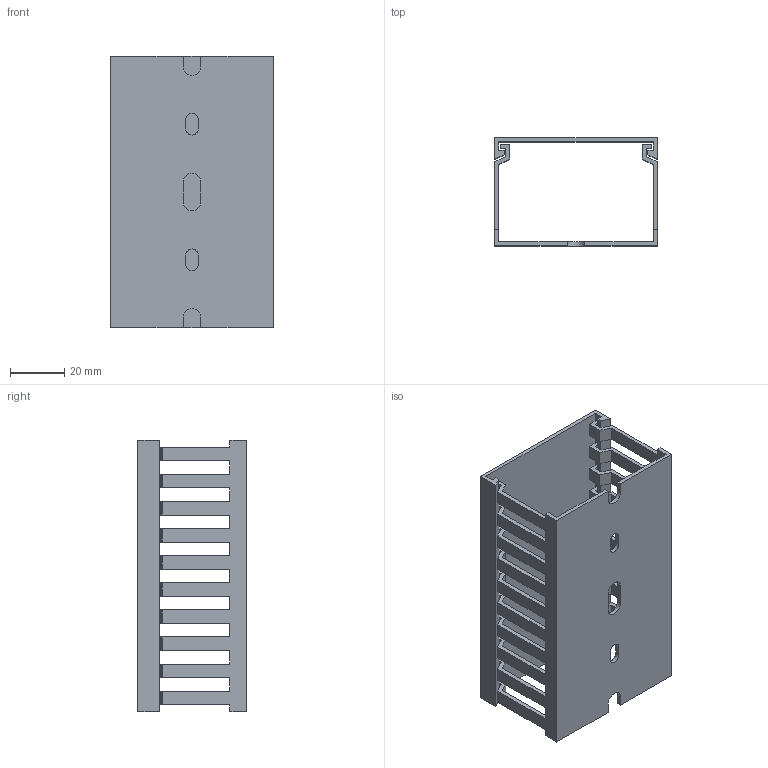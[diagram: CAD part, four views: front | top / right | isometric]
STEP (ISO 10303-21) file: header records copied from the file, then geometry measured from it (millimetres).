
FILE_DESCRIPTION (( 'STEP AP214' ), '1' );
FILE_NAME ('17803.6_VK60x40.STEP', '2019-10-02T05:29:26', ( '' ), ( '' ), 'SwSTEP 2.0', 'SolidWorks 2019', '' );
FILE_SCHEMA (( 'AUTOMOTIVE_DESIGN' ));
Length unit declared in the file: millimetre
Products named in the file (1): 17803.6_VK60x40
Bounding box: 60 x 40 x 100 mm (x, y, z)
Volume: 27042.6 mm3; surface area: 39021 mm2
Topology: 2 solids, 2 shells, 244 faces, 720 edges, 480 vertices
Faces by surface type: plane 236, cylinder 8
Entity records: 8035 total; most frequent: CARTESIAN_POINT 1445, ORIENTED_EDGE 1440, DIRECTION 1226, EDGE_CURVE 720, LINE 704, VECTOR 704, VERTEX_POINT 480, AXIS2_PLACEMENT_3D 261
